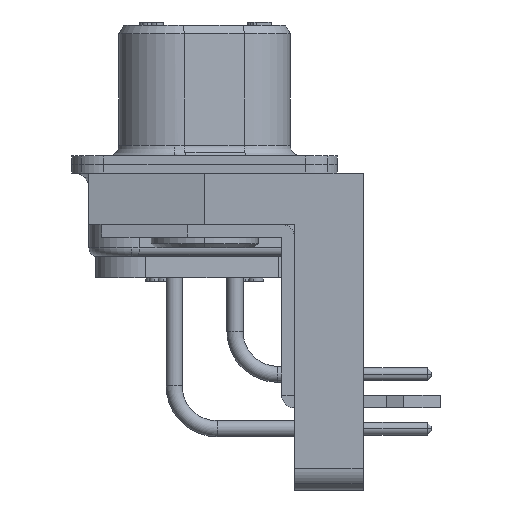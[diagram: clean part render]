
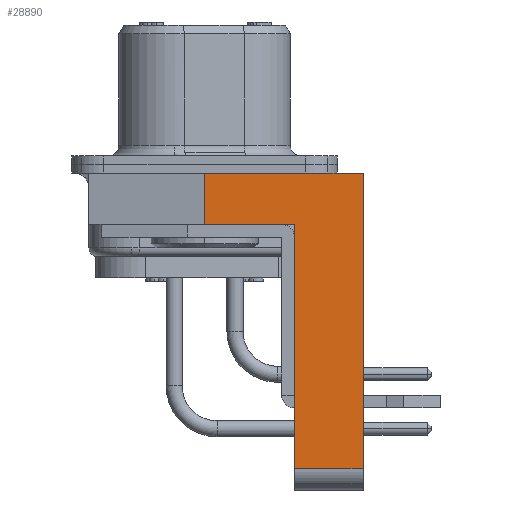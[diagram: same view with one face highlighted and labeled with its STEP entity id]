
A CAD part, left-side view. The second image highlights one B-rep face of the part: STEP entity #28890.
In plain terms, the highlighted planar face has unit normal (-1, 0, 0).
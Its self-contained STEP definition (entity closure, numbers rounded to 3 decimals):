
#27129=CARTESIAN_POINT('',(-19.55,0.,-13.8));
#27130=VERTEX_POINT('',#27129);
#27138=CARTESIAN_POINT('',(-19.55,3.2,-13.8));
#27139=VERTEX_POINT('',#27138);
#27140=CARTESIAN_POINT('',(-19.55,0.,-13.8));
#27141=DIRECTION('',(0.0,1.0,0.0));
#27142=VECTOR('',#27141,3.2);
#27143=LINE('',#27140,#27142);
#27144=EDGE_CURVE('',#27130,#27139,#27143,.T.);
#27178=CARTESIAN_POINT('',(-19.55,0.,0.0));
#27179=VERTEX_POINT('',#27178);
#27186=CARTESIAN_POINT('',(-19.55,0.,0.0));
#27187=DIRECTION('',(0.0,0.0,-1.0));
#27188=VECTOR('',#27187,13.8);
#27189=LINE('',#27186,#27188);
#27190=EDGE_CURVE('',#27179,#27130,#27189,.T.);
#28663=CARTESIAN_POINT('',(-19.55,3.2,-2.4));
#28664=VERTEX_POINT('',#28663);
#28665=CARTESIAN_POINT('',(-19.55,3.2,-2.4));
#28666=DIRECTION('',(0.0,0.0,-1.0));
#28667=VECTOR('',#28666,11.4);
#28668=LINE('',#28665,#28667);
#28669=EDGE_CURVE('',#28664,#27139,#28668,.T.);
#28841=CARTESIAN_POINT('',(-19.55,7.4,-2.4));
#28842=VERTEX_POINT('',#28841);
#28849=CARTESIAN_POINT('',(-19.55,7.4,0.0));
#28850=VERTEX_POINT('',#28849);
#28851=CARTESIAN_POINT('',(-19.55,7.4,0.0));
#28852=DIRECTION('',(0.0,0.0,-1.0));
#28853=VECTOR('',#28852,2.4);
#28854=LINE('',#28851,#28853);
#28855=EDGE_CURVE('',#28850,#28842,#28854,.T.);
#28867=CARTESIAN_POINT('',(-19.55,7.4,0.0));
#28868=DIRECTION('',(-1.0,0.0,0.0));
#28869=DIRECTION('',(0.0,0.0,1.0));
#28870=AXIS2_PLACEMENT_3D('',#28867,#28868,#28869);
#28871=PLANE('',#28870);
#28872=ORIENTED_EDGE('',*,*,#27144,.F.);
#28873=ORIENTED_EDGE('',*,*,#27190,.F.);
#28874=CARTESIAN_POINT('',(-19.55,7.4,0.0));
#28875=DIRECTION('',(0.0,-1.0,0.0));
#28876=VECTOR('',#28875,7.4);
#28877=LINE('',#28874,#28876);
#28878=EDGE_CURVE('',#28850,#27179,#28877,.T.);
#28879=ORIENTED_EDGE('',*,*,#28878,.F.);
#28880=ORIENTED_EDGE('',*,*,#28855,.T.);
#28881=CARTESIAN_POINT('',(-19.55,7.4,-2.4));
#28882=DIRECTION('',(0.0,-1.0,0.0));
#28883=VECTOR('',#28882,4.2);
#28884=LINE('',#28881,#28883);
#28885=EDGE_CURVE('',#28842,#28664,#28884,.T.);
#28886=ORIENTED_EDGE('',*,*,#28885,.T.);
#28887=ORIENTED_EDGE('',*,*,#28669,.T.);
#28888=EDGE_LOOP('',(#28872,#28873,#28879,#28880,#28886,#28887));
#28889=FACE_OUTER_BOUND('',#28888,.T.);
#28890=ADVANCED_FACE('',(#28889),#28871,.T.);
